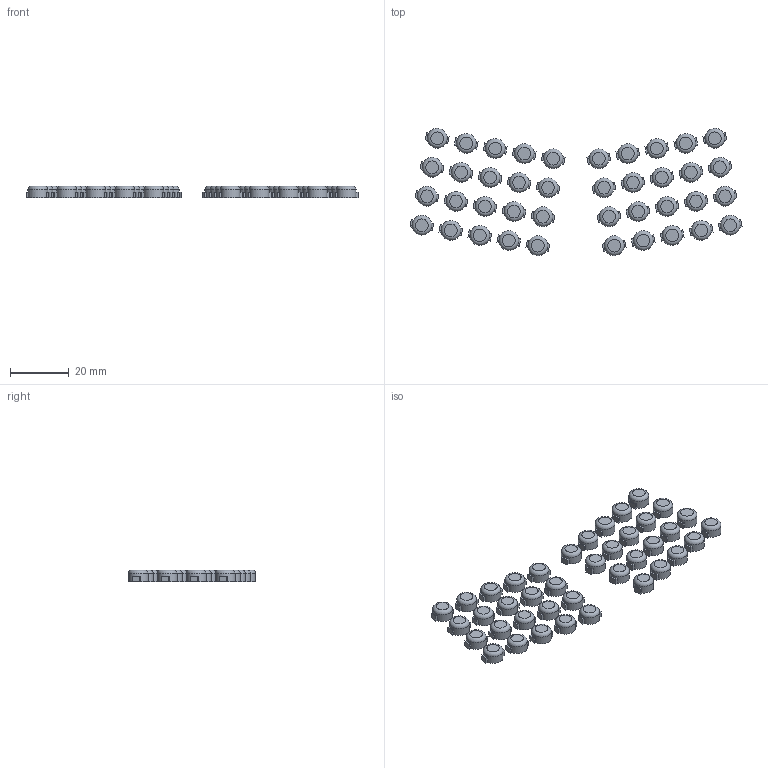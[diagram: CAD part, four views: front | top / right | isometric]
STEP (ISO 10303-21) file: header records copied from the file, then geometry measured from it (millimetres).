
FILE_DESCRIPTION(/* description */ (''),/* implementation_level */ '2;1');
FILE_NAME(/* name */ 'pusheenz40 low tolerance simple rails keycaps v4.step',/* time_stamp */ '2024-01-14T19:35:53-06:00',/* author */ (''),/* organization */ (''),/* preprocessor_version */ 'ST-DEVELOPER v20',/* originating_system */ 'Autodesk Translation Framework v12.14.0.127',/* authorisation */ '');
FILE_SCHEMA (('AUTOMOTIVE_DESIGN { 1 0 10303 214 3 1 1 }'));
Length unit declared in the file: millimetre
Products named in the file (1): pusheenz40 low tolerance v2
Bounding box: 112.79 x 43.19 x 4 mm (x, y, z)
Volume: 5641.5 mm3; surface area: 6202.7 mm2
Topology: 40 solids, 40 shells, 480 faces, 1160 edges, 760 vertices
Faces by surface type: plane 400, torus 40, cylinder 40
Full cylindrical faces by diameter (mm): 6.7 x40
Entity records: 13958 total; most frequent: DIRECTION 2442, CARTESIAN_POINT 2401, ORIENTED_EDGE 2320, EDGE_CURVE 1160, LINE 840, VECTOR 840, AXIS2_PLACEMENT_3D 801, VERTEX_POINT 760
